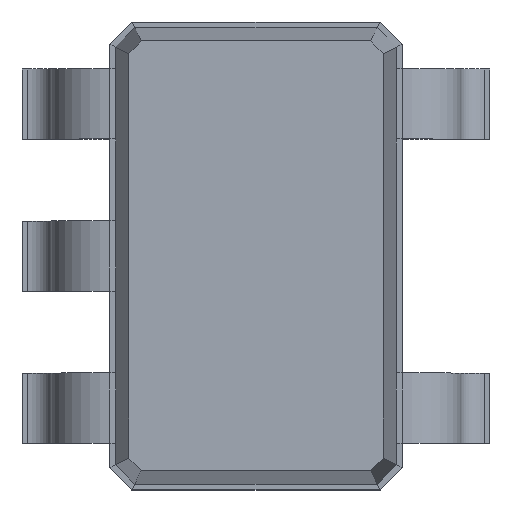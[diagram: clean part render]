
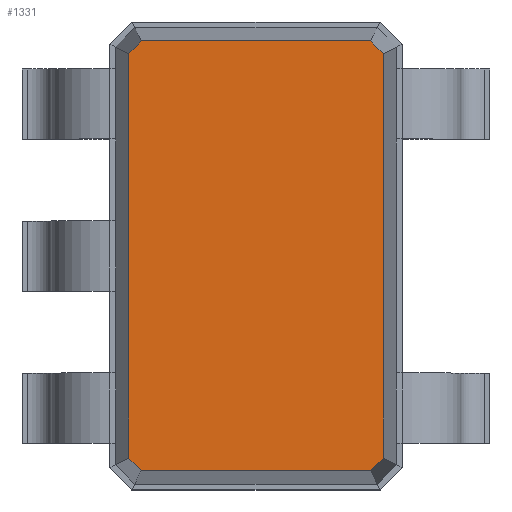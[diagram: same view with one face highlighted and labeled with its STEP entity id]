
A CAD part, top view. The second image highlights one B-rep face of the part: STEP entity #1331.
In plain terms, the highlighted planar face has unit normal (0, 0, 1).
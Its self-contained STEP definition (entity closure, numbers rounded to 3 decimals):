
#13=DIRECTION('',(0.,0.,1.));
#27=VECTOR('',#28,1.);
#28=DIRECTION('',(1.,0.,0.));
#51=VECTOR('',#52,1.);
#52=DIRECTION('',(0.707,-0.707,0.));
#58=VECTOR('',#59,1.);
#59=DIRECTION('',(0.,-1.,0.));
#65=VECTOR('',#66,1.);
#66=DIRECTION('',(-0.707,-0.707,0.));
#72=VECTOR('',#73,1.);
#73=DIRECTION('',(-1.,0.,0.));
#79=VECTOR('',#80,1.);
#80=DIRECTION('',(-0.707,0.707,0.));
#86=VECTOR('',#87,1.);
#87=DIRECTION('',(0.,1.,0.));
#91=VECTOR('',#92,1.);
#92=DIRECTION('',(0.707,0.707,0.));
#592=VERTEX_POINT('',#593);
#593=CARTESIAN_POINT('',(0.489,0.919,1.05));
#596=EDGE_CURVE('',#597,#592,#599,.T.);
#597=VERTEX_POINT('',#598);
#598=CARTESIAN_POINT('',(-0.489,0.919,1.05));
#599=LINE('',#598,#27);
#1323=VERTEX_POINT('',#1324);
#1324=CARTESIAN_POINT('',(0.544,0.864,1.05));
#1327=EDGE_CURVE('',#592,#1323,#1328,.T.);
#1328=LINE('',#593,#51);
#1331=ADVANCED_FACE('',(#1332),#1364,.T.);
#1332=FACE_BOUND('',#1333,.F.);
#1333=EDGE_LOOP('',(#1334,#1335,#1336,#1341,#1346,#1351,#1356,#1361));
#1334=ORIENTED_EDGE('',*,*,#596,.T.);
#1335=ORIENTED_EDGE('',*,*,#1327,.T.);
#1336=ORIENTED_EDGE('',*,*,#1337,.T.);
#1337=EDGE_CURVE('',#1323,#1338,#1340,.T.);
#1338=VERTEX_POINT('',#1339);
#1339=CARTESIAN_POINT('',(0.544,-0.864,1.05));
#1340=LINE('',#1324,#58);
#1341=ORIENTED_EDGE('',*,*,#1342,.T.);
#1342=EDGE_CURVE('',#1338,#1343,#1345,.T.);
#1343=VERTEX_POINT('',#1344);
#1344=CARTESIAN_POINT('',(0.489,-0.919,1.05));
#1345=LINE('',#1339,#65);
#1346=ORIENTED_EDGE('',*,*,#1347,.T.);
#1347=EDGE_CURVE('',#1343,#1348,#1350,.T.);
#1348=VERTEX_POINT('',#1349);
#1349=CARTESIAN_POINT('',(-0.489,-0.919,1.05));
#1350=LINE('',#1344,#72);
#1351=ORIENTED_EDGE('',*,*,#1352,.T.);
#1352=EDGE_CURVE('',#1348,#1353,#1355,.T.);
#1353=VERTEX_POINT('',#1354);
#1354=CARTESIAN_POINT('',(-0.544,-0.864,1.05));
#1355=LINE('',#1349,#79);
#1356=ORIENTED_EDGE('',*,*,#1357,.T.);
#1357=EDGE_CURVE('',#1353,#1358,#1360,.T.);
#1358=VERTEX_POINT('',#1359);
#1359=CARTESIAN_POINT('',(-0.544,0.864,1.05));
#1360=LINE('',#1354,#86);
#1361=ORIENTED_EDGE('',*,*,#1362,.T.);
#1362=EDGE_CURVE('',#1358,#597,#1363,.T.);
#1363=LINE('',#1359,#91);
#1364=PLANE('',#1365);
#1365=AXIS2_PLACEMENT_3D('',#598,#13,#1366);
#1366=DIRECTION('',(0.47,-0.883,0.));
